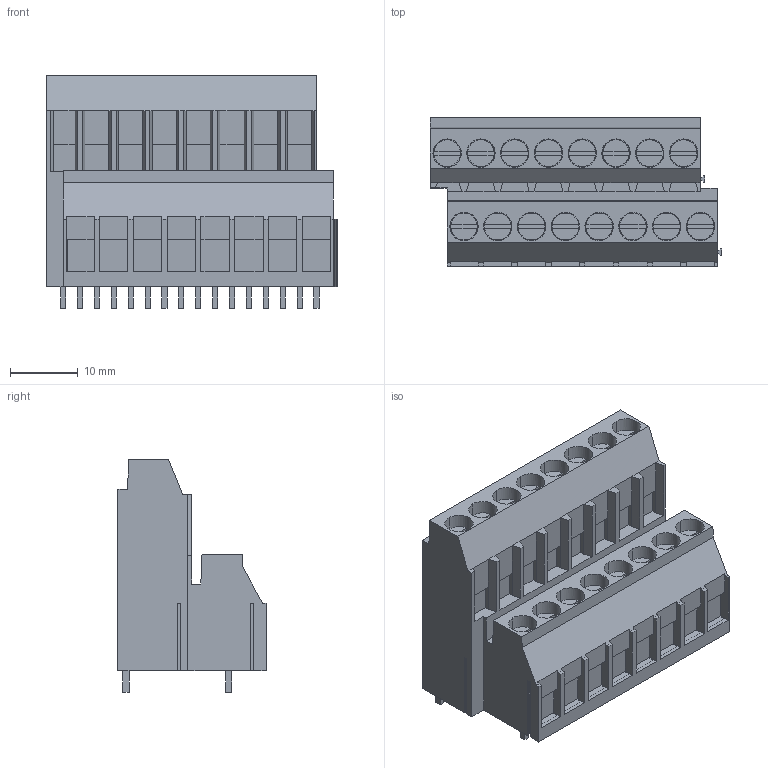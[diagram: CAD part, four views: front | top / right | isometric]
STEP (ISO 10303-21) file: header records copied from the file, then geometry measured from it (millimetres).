
FILE_DESCRIPTION(('CATIA V5 STEP','CAx-IF Rec.Pracs.--- Model Styling and Organization---1.4--- 2014-01-23'),'2;1');
FILE_NAME ('D1460964_1', '2024-03-18T13:07:06+00:00', ('none'), ('Weidmueller'), 'CATIA Version 5-6 Release 2016 SP3 HF44', 'CATIA V5 STEP AP214', 'none');
FILE_SCHEMA(('AUTOMOTIVE_DESIGN { 1 0 10303 214 1 1 1 1 }'));
Length unit declared in the file: millimetre
Products named in the file (1): 1977310000
Bounding box: 43.15 x 21.94 x 34.47 mm (x, y, z)
Volume: 16906.8 mm3; surface area: 8865.3 mm2
Topology: 33 solids, 33 shells, 910 faces, 2606 edges, 1779 vertices
Faces by surface type: plane 846, cylinder 64
Entity records: 27486 total; most frequent: CARTESIAN_POINT 5253, ORIENTED_EDGE 5212, DIRECTION 3564, EDGE_CURVE 2606, VECTOR 2318, LINE 2318, VERTEX_POINT 1779, EDGE_LOOP 927
